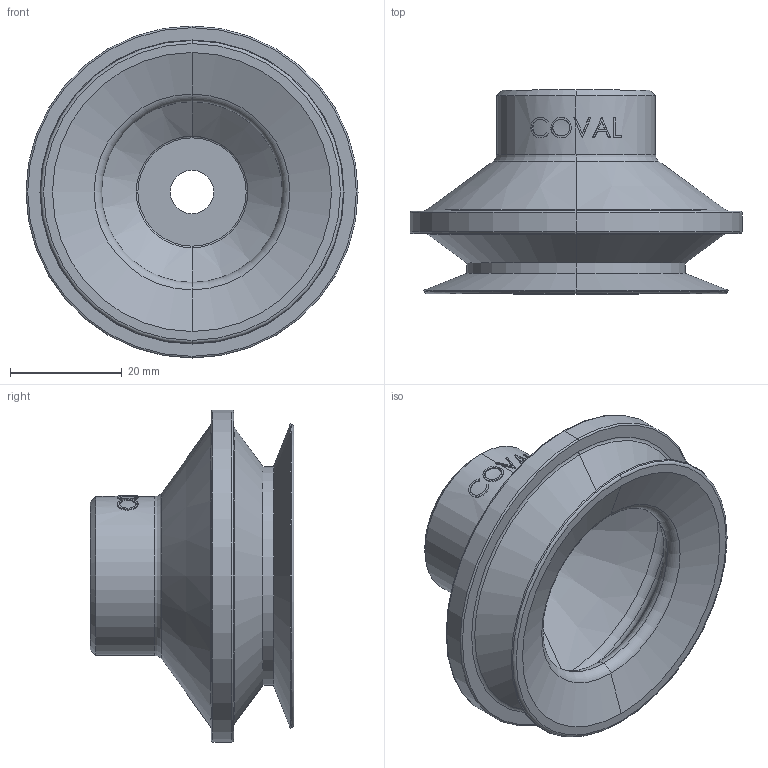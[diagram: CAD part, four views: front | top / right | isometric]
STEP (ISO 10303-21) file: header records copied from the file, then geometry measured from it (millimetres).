
FILE_DESCRIPTION(('STEP AP214'),'1');
FILE_NAME('COVAL_VSAG50NBR.stp','2017-12-27T18:41:03',('TraceParts'),('TraceParts S.A.'),'Spatial InterOp 3D',' ',' ');
FILE_SCHEMA(('automotive_design'));
Length unit declared in the file: millimetre
Products named in the file (1): COVAL_VSAG50NBR
Bounding box: 59.5 x 36.5 x 59.5 mm (x, y, z)
Volume: 18766.3 mm3; surface area: 14337.2 mm2
Topology: 1 solids, 1 shells, 104 faces, 241 edges, 148 vertices
Faces by surface type: bspline 29, torus 22, plane 19, cylinder 18, cone 16
Entity records: 8846 total; most frequent: CARTESIAN_POINT 5830, ORIENTED_EDGE 482, DIRECTION 396, EDGE_CURVE 241, AXIS2_PLACEMENT_3D 178, VERTEX_POINT 148, EDGE_LOOP 115, STYLED_ITEM 104
